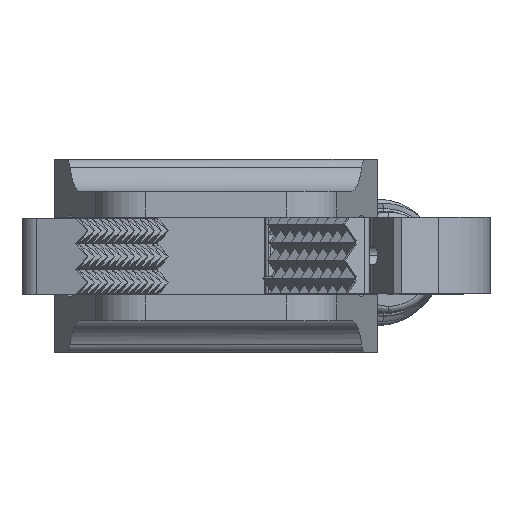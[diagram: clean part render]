
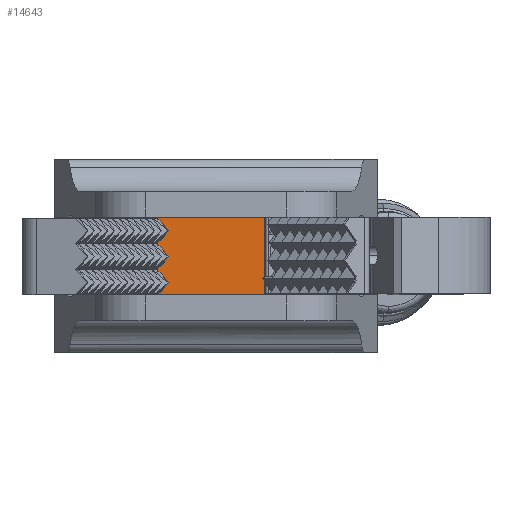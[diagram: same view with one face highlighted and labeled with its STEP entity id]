
A CAD part, left-side view. The second image highlights one B-rep face of the part: STEP entity #14643.
In plain terms, the highlighted planar face has unit normal (-1, 0, 0).
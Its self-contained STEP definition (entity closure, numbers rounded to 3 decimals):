
#630 = LINE ( 'NONE', #15705, #15092 ) ;
#1236 = VECTOR ( 'NONE', #15064, 1000. ) ;
#1995 = EDGE_CURVE ( 'NONE', #13133, #4918, #12810, .T. ) ;
#2115 = EDGE_CURVE ( 'NONE', #16155, #17436, #7929, .T. ) ;
#2476 = PLANE ( 'NONE',  #3882 ) ;
#2635 = DIRECTION ( 'NONE',  ( 0., 0., -1. ) ) ;
#3832 = EDGE_LOOP ( 'NONE', ( #8202, #11453, #12305, #15130 ) ) ;
#3882 = AXIS2_PLACEMENT_3D ( 'NONE', #12315, #13707, #5299 ) ;
#4918 = VERTEX_POINT ( 'NONE', #17600 ) ;
#4931 = FACE_OUTER_BOUND ( 'NONE', #3832, .T. ) ;
#5299 = DIRECTION ( 'NONE',  ( 0., 0., 1. ) ) ;
#5897 = CARTESIAN_POINT ( 'NONE',  ( -22., 5.452, -3. ) ) ;
#6480 = EDGE_CURVE ( 'NONE', #13133, #17436, #630, .T. ) ;
#7633 = CARTESIAN_POINT ( 'NONE',  ( -22., -5.452, 3. ) ) ;
#7929 = LINE ( 'NONE', #17070, #15832 ) ;
#8202 = ORIENTED_EDGE ( 'NONE', *, *, #6480, .T. ) ;
#8704 = DIRECTION ( 'NONE',  ( 0., 0., 1. ) ) ;
#8743 = DIRECTION ( 'NONE',  ( 0., 1., 0. ) ) ;
#10847 = CARTESIAN_POINT ( 'NONE',  ( -22., -9.2, -3. ) ) ;
#11453 = ORIENTED_EDGE ( 'NONE', *, *, #2115, .F. ) ;
#12305 = ORIENTED_EDGE ( 'NONE', *, *, #14121, .T. ) ;
#12315 = CARTESIAN_POINT ( 'NONE',  ( -22., 0., 0. ) ) ;
#12364 = VECTOR ( 'NONE', #2635, 1000. ) ;
#12453 = LINE ( 'NONE', #10847, #1236 ) ;
#12474 = CARTESIAN_POINT ( 'NONE',  ( -22., -5.452, 0. ) ) ;
#12810 = LINE ( 'NONE', #12474, #12364 ) ;
#13133 = VERTEX_POINT ( 'NONE', #7633 ) ;
#13707 = DIRECTION ( 'NONE',  ( -1., 0., 0. ) ) ;
#14121 = EDGE_CURVE ( 'NONE', #16155, #4918, #12453, .T. ) ;
#14571 = CARTESIAN_POINT ( 'NONE',  ( -22., 5.452, 3. ) ) ;
#14643 = ADVANCED_FACE ( 'NONE', ( #4931 ), #2476, .T. ) ;
#15064 = DIRECTION ( 'NONE',  ( 0., -1., 0. ) ) ;
#15092 = VECTOR ( 'NONE', #8743, 1000. ) ;
#15130 = ORIENTED_EDGE ( 'NONE', *, *, #1995, .F. ) ;
#15705 = CARTESIAN_POINT ( 'NONE',  ( -22., -9.2, 3. ) ) ;
#15832 = VECTOR ( 'NONE', #8704, 1000. ) ;
#16155 = VERTEX_POINT ( 'NONE', #5897 ) ;
#17070 = CARTESIAN_POINT ( 'NONE',  ( -22., 5.452, 0. ) ) ;
#17436 = VERTEX_POINT ( 'NONE', #14571 ) ;
#17600 = CARTESIAN_POINT ( 'NONE',  ( -22., -5.452, -3. ) ) ;
